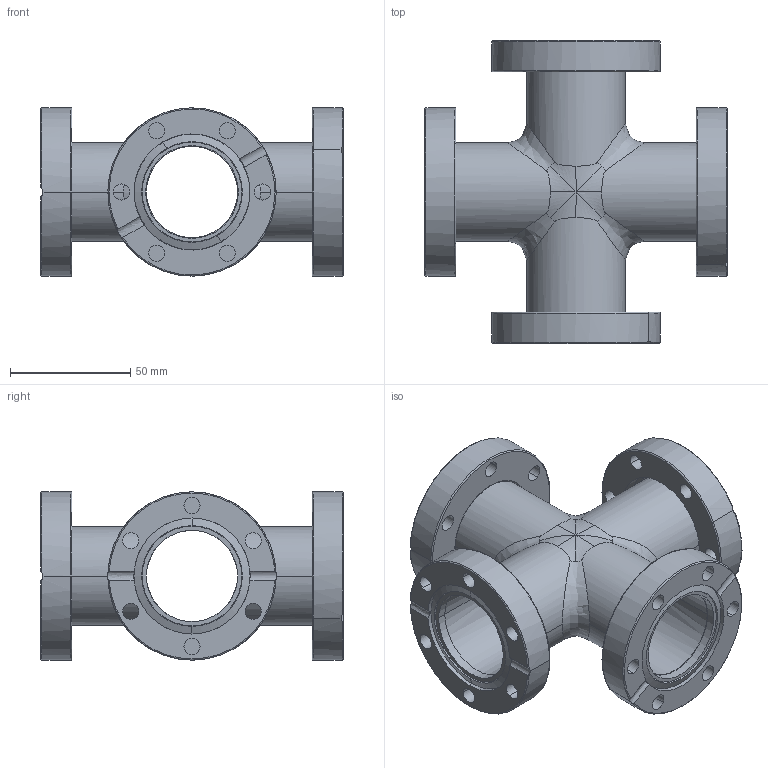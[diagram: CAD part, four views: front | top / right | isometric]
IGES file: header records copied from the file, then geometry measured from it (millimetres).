
Global section: file name: No Iges File Name specified; native system: AutoDesk Inventor R12.0; preprocessor: AutoDesk Inventor Iges Exporter R12.0; date: 20090430.152339; units: millimetre
Bounding box: 126 x 126 x 70 mm (x, y, z)
Volume: 149370 mm3; surface area: 94825.1 mm2
Topology: 7 solids, 7 shells, 244 faces, 629 edges, 401 vertices
Faces by surface type: bspline 114, revolution 50, torus 28, plane 24, cylinder 20, cone 8
